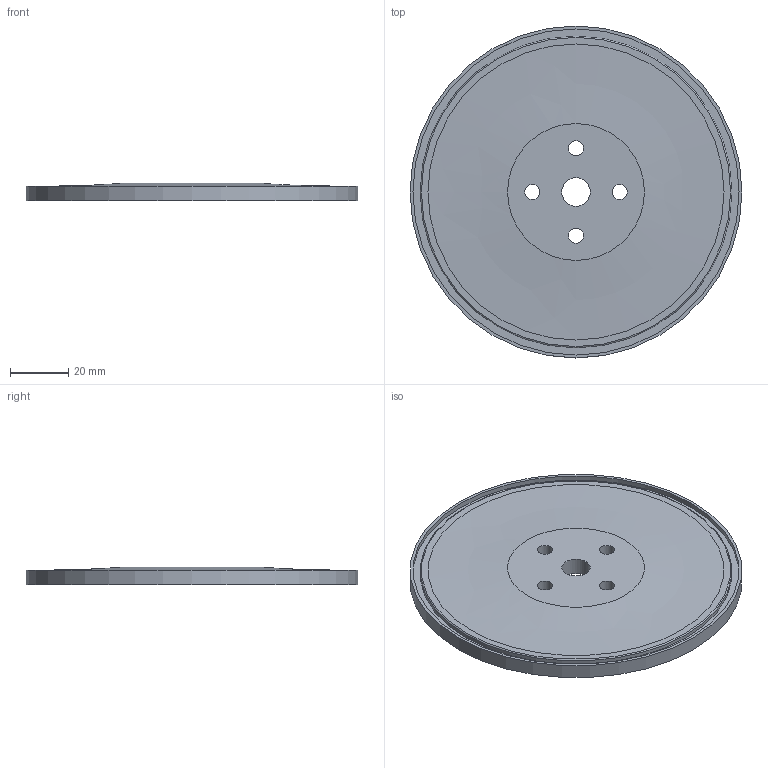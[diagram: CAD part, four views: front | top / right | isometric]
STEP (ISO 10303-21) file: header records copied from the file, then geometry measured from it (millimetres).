
FILE_DESCRIPTION(/* description */ (''),/* implementation_level */ '2;1');
FILE_NAME(/* name */ 'Flasque cone v4.step',/* time_stamp */ '2024-10-07T19:59:13+02:00',/* author */ (''),/* organization */ (''),/* preprocessor_version */ 'ST-DEVELOPER v20',/* originating_system */ 'Autodesk Translation Framework v13.20.0.188',/* authorisation */ '');
FILE_SCHEMA (('AUTOMOTIVE_DESIGN { 1 0 10303 214 3 1 1 }'));
Length unit declared in the file: millimetre
Products named in the file (1): Flasque cone
Bounding box: 114 x 114 x 6 mm (x, y, z)
Volume: 52066.8 mm3; surface area: 23567.6 mm2
Topology: 1 solids, 1 shells, 20 faces, 41 edges, 26 vertices
Faces by surface type: cylinder 8, torus 6, plane 5, bspline 1
Full cylindrical faces by diameter (mm): 5.2 x4, 9.8 x1, 107 x1, 112 x1, 114 x1
Entity records: 621 total; most frequent: DIRECTION 114, CARTESIAN_POINT 114, ORIENTED_EDGE 82, AXIS2_PLACEMENT_3D 53, EDGE_CURVE 41, EDGE_LOOP 33, CIRCLE 33, VERTEX_POINT 26
